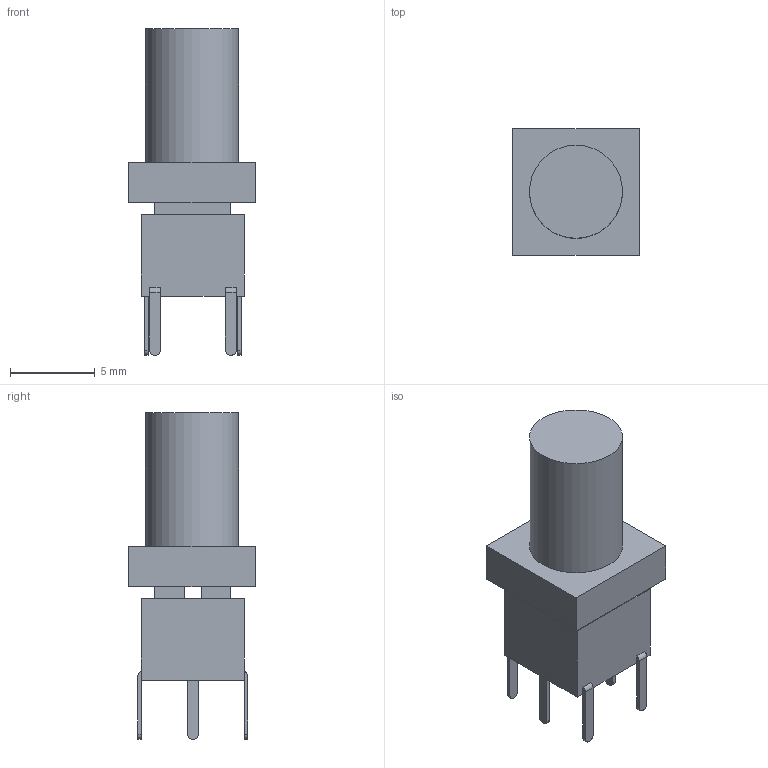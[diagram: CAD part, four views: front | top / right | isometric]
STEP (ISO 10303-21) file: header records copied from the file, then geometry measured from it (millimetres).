
FILE_DESCRIPTION(('FreeCAD Model'),'2;1');
FILE_NAME('Open CASCADE Shape Model','2021-12-06T21:18:34',('Author'),( ''),'Open CASCADE STEP processor 7.5','FreeCAD','Unknown');
FILE_SCHEMA(('AUTOMOTIVE_DESIGN { 1 0 10303 214 1 1 1 1 }'));
Length unit declared in the file: millimetre
Products named in the file (3): Unnamed; Body001; Cap
Assembly tree (2 placements, depth 2):
  Unnamed
    Body001
    Cap
Bounding box: 7.5 x 7.5 x 19.3 mm (x, y, z)
Volume: 473 mm3; surface area: 828.5 mm2
Topology: 2 solids, 2 shells, 125 faces, 337 edges, 218 vertices
Faces by surface type: plane 102, cylinder 23
Full cylindrical faces by diameter (mm): 5.5 x1
Entity records: 9017 total; most frequent: CARTESIAN_POINT 1717, DIRECTION 1267, LINE 923, VECTOR 923, ORIENTED_EDGE 674, PCURVE 674, DEFINITIONAL_REPRESENTATION 674, EDGE_CURVE 337
